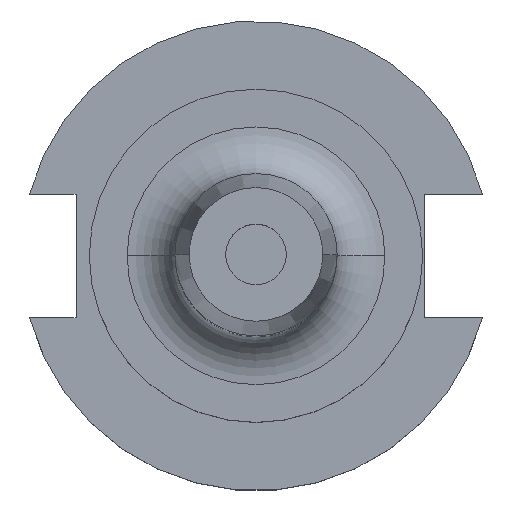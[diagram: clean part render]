
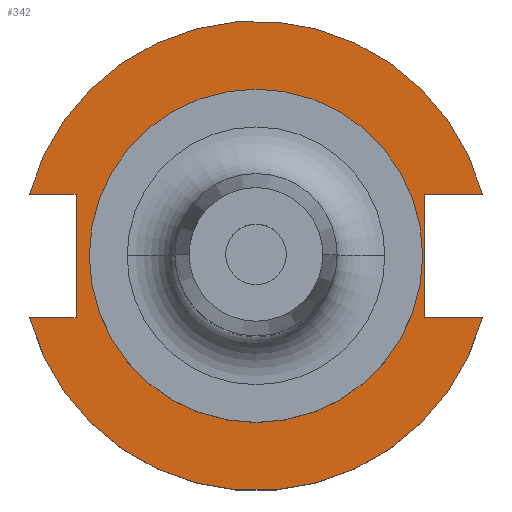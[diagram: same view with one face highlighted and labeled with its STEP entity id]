
A CAD part, top view. The second image highlights one B-rep face of the part: STEP entity #342.
In plain terms, the highlighted planar face has unit normal (0, 0, 1).
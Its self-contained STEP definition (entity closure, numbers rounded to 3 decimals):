
#1 = AXIS2_PLACEMENT_3D ( 'NONE', #270, #1068, #1218 ) ;
#10 = DIRECTION ( 'NONE',  ( 1., 0., 0. ) ) ;
#15 = CARTESIAN_POINT ( 'NONE',  ( -37.719, -12.954, 19.05 ) ) ;
#17 = ORIENTED_EDGE ( 'NONE', *, *, #1114, .F. ) ;
#26 = DIRECTION ( 'NONE',  ( 0., 0., 1. ) ) ;
#29 = CARTESIAN_POINT ( 'NONE',  ( 0., 0., 19.05 ) ) ;
#36 = VERTEX_POINT ( 'NONE', #1481 ) ;
#46 = VERTEX_POINT ( 'NONE', #992 ) ;
#48 = CARTESIAN_POINT ( 'NONE',  ( 47.477, 12.954, 19.05 ) ) ;
#80 = DIRECTION ( 'NONE',  ( 1., 0., 0. ) ) ;
#88 = EDGE_CURVE ( 'NONE', #1463, #1704, #1525, .T. ) ;
#93 = VECTOR ( 'NONE', #591, 1000. ) ;
#114 = LINE ( 'NONE', #1208, #1507 ) ;
#122 = AXIS2_PLACEMENT_3D ( 'NONE', #1501, #541, #1358 ) ;
#153 = AXIS2_PLACEMENT_3D ( 'NONE', #399, #1067, #253 ) ;
#155 = LINE ( 'NONE', #421, #463 ) ;
#238 = AXIS2_PLACEMENT_3D ( 'NONE', #1534, #1372, #1309 ) ;
#253 = DIRECTION ( 'NONE',  ( 1., 0., 0. ) ) ;
#270 = CARTESIAN_POINT ( 'NONE',  ( 0., 0., 19.05 ) ) ;
#288 = DIRECTION ( 'NONE',  ( 1., 0., 0. ) ) ;
#318 = DIRECTION ( 'NONE',  ( -1., 0., 0. ) ) ;
#332 = FACE_OUTER_BOUND ( 'NONE', #543, .T. ) ;
#342 = ADVANCED_FACE ( 'NONE', ( #1418, #332 ), #1394, .T. ) ;
#346 = VERTEX_POINT ( 'NONE', #1416 ) ;
#353 = EDGE_CURVE ( 'NONE', #1275, #46, #976, .T. ) ;
#360 = ORIENTED_EDGE ( 'NONE', *, *, #394, .F. ) ;
#394 = EDGE_CURVE ( 'NONE', #1318, #650, #683, .T. ) ;
#399 = CARTESIAN_POINT ( 'NONE',  ( 0., 0., 19.05 ) ) ;
#421 = CARTESIAN_POINT ( 'NONE',  ( 35.306, 12.954, 19.05 ) ) ;
#443 = EDGE_LOOP ( 'NONE', ( #1390, #1030 ) ) ;
#455 = CARTESIAN_POINT ( 'NONE',  ( -63.719, 12.954, 19.05 ) ) ;
#463 = VECTOR ( 'NONE', #676, 1000. ) ;
#492 = CARTESIAN_POINT ( 'NONE',  ( -34.925, 0., 19.05 ) ) ;
#541 = DIRECTION ( 'NONE',  ( 0., 0., 1. ) ) ;
#543 = EDGE_LOOP ( 'NONE', ( #718, #360, #17, #1405, #1040, #679, #1354, #635 ) ) ;
#589 = VECTOR ( 'NONE', #318, 1000. ) ;
#591 = DIRECTION ( 'NONE',  ( -1., 0., 0. ) ) ;
#635 = ORIENTED_EDGE ( 'NONE', *, *, #1084, .F. ) ;
#636 = CIRCLE ( 'NONE', #1728, 34.925 ) ;
#650 = VERTEX_POINT ( 'NONE', #1190 ) ;
#670 = CARTESIAN_POINT ( 'NONE',  ( -47.477, 12.954, 19.05 ) ) ;
#676 = DIRECTION ( 'NONE',  ( 0., -1., 0. ) ) ;
#679 = ORIENTED_EDGE ( 'NONE', *, *, #1483, .F. ) ;
#683 = LINE ( 'NONE', #1387, #1688 ) ;
#709 = VERTEX_POINT ( 'NONE', #670 ) ;
#712 = EDGE_CURVE ( 'NONE', #1463, #709, #1615, .T. ) ;
#718 = ORIENTED_EDGE ( 'NONE', *, *, #1727, .T. ) ;
#898 = DIRECTION ( 'NONE',  ( 0., 1., 0. ) ) ;
#944 = VERTEX_POINT ( 'NONE', #492 ) ;
#956 = CIRCLE ( 'NONE', #1, 34.925 ) ;
#976 = LINE ( 'NONE', #982, #1743 ) ;
#982 = CARTESIAN_POINT ( 'NONE',  ( -37.719, 12.954, 19.05 ) ) ;
#990 = EDGE_CURVE ( 'NONE', #944, #346, #956, .T. ) ;
#992 = CARTESIAN_POINT ( 'NONE',  ( -37.719, 12.954, 19.05 ) ) ;
#1030 = ORIENTED_EDGE ( 'NONE', *, *, #990, .F. ) ;
#1040 = ORIENTED_EDGE ( 'NONE', *, *, #712, .T. ) ;
#1067 = DIRECTION ( 'NONE',  ( 0., 0., 1. ) ) ;
#1068 = DIRECTION ( 'NONE',  ( 0., 0., 1. ) ) ;
#1084 = EDGE_CURVE ( 'NONE', #36, #1275, #114, .T. ) ;
#1089 = CARTESIAN_POINT ( 'NONE',  ( 35.306, 12.954, 19.05 ) ) ;
#1098 = CARTESIAN_POINT ( 'NONE',  ( 35.306, -12.954, 19.05 ) ) ;
#1114 = EDGE_CURVE ( 'NONE', #1704, #1318, #155, .T. ) ;
#1190 = CARTESIAN_POINT ( 'NONE',  ( 47.477, -12.954, 19.05 ) ) ;
#1208 = CARTESIAN_POINT ( 'NONE',  ( -63.719, -12.954, 19.05 ) ) ;
#1218 = DIRECTION ( 'NONE',  ( 1., 0., 0. ) ) ;
#1275 = VERTEX_POINT ( 'NONE', #15 ) ;
#1309 = DIRECTION ( 'NONE',  ( 1., 0., 0. ) ) ;
#1314 = LINE ( 'NONE', #455, #589 ) ;
#1318 = VERTEX_POINT ( 'NONE', #1098 ) ;
#1339 = CARTESIAN_POINT ( 'NONE',  ( 35.306, 12.954, 19.05 ) ) ;
#1354 = ORIENTED_EDGE ( 'NONE', *, *, #353, .F. ) ;
#1358 = DIRECTION ( 'NONE',  ( 1., 0., 0. ) ) ;
#1372 = DIRECTION ( 'NONE',  ( 0., 0., 1. ) ) ;
#1387 = CARTESIAN_POINT ( 'NONE',  ( 35.306, -12.954, 19.05 ) ) ;
#1390 = ORIENTED_EDGE ( 'NONE', *, *, #1455, .F. ) ;
#1394 = PLANE ( 'NONE',  #238 ) ;
#1405 = ORIENTED_EDGE ( 'NONE', *, *, #88, .F. ) ;
#1416 = CARTESIAN_POINT ( 'NONE',  ( 34.925, 0., 19.05 ) ) ;
#1418 = FACE_BOUND ( 'NONE', #443, .T. ) ;
#1455 = EDGE_CURVE ( 'NONE', #346, #944, #636, .T. ) ;
#1463 = VERTEX_POINT ( 'NONE', #48 ) ;
#1481 = CARTESIAN_POINT ( 'NONE',  ( -47.477, -12.954, 19.05 ) ) ;
#1483 = EDGE_CURVE ( 'NONE', #46, #709, #1314, .T. ) ;
#1501 = CARTESIAN_POINT ( 'NONE',  ( 0., 0., 19.05 ) ) ;
#1507 = VECTOR ( 'NONE', #288, 1000. ) ;
#1525 = LINE ( 'NONE', #1089, #93 ) ;
#1534 = CARTESIAN_POINT ( 'NONE',  ( 0., 49.212, 19.05 ) ) ;
#1615 = CIRCLE ( 'NONE', #122, 49.212 ) ;
#1661 = CIRCLE ( 'NONE', #153, 49.212 ) ;
#1688 = VECTOR ( 'NONE', #80, 1000. ) ;
#1704 = VERTEX_POINT ( 'NONE', #1339 ) ;
#1727 = EDGE_CURVE ( 'NONE', #36, #650, #1661, .T. ) ;
#1728 = AXIS2_PLACEMENT_3D ( 'NONE', #29, #26, #10 ) ;
#1743 = VECTOR ( 'NONE', #898, 1000. ) ;
